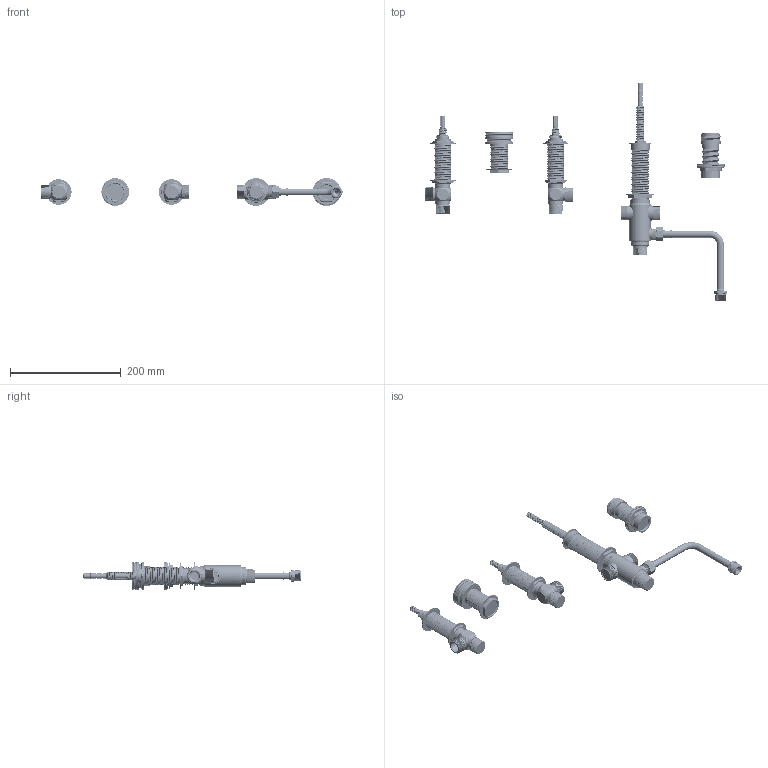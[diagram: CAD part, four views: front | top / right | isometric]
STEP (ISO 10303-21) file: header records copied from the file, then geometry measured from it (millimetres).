
FILE_DESCRIPTION((''),'2;1');
FILE_NAME('1-587','2021-04-19T13:46:00',('rsmith'),(''),'CREO PARAMETRIC BY PTC INC, 2018400','CREO PARAMETRIC BY PTC INC, 2018400','');
FILE_SCHEMA(('AUTOMOTIVE_DESIGN { 1 0 10303 214 1 1 1 1 }'));
Products named in the file (1): 1-587
Bounding box: 543.94 x 391.27 x 50.8 mm (x, y, z)
Volume: 546463.1 mm3; surface area: 188236.1 mm2
Topology: 7 solids, 7 shells, 3884 faces, 10373 edges, 6597 vertices
Faces by surface type: cylinder 1487, plane 1049, cone 530, bspline 525, extrusion 239, torus 50, sphere 4
Entity records: 311100 total; most frequent: CARTESIAN_POINT 171773, ORIENTED_EDGE 20734, DIRECTION 14521, PRESENTATION_STYLE_ASSIGNMENT 12797, STYLED_ITEM 10688, CURVE_STYLE 10606, EDGE_CURVE 10367, VERTEX_POINT 6597
